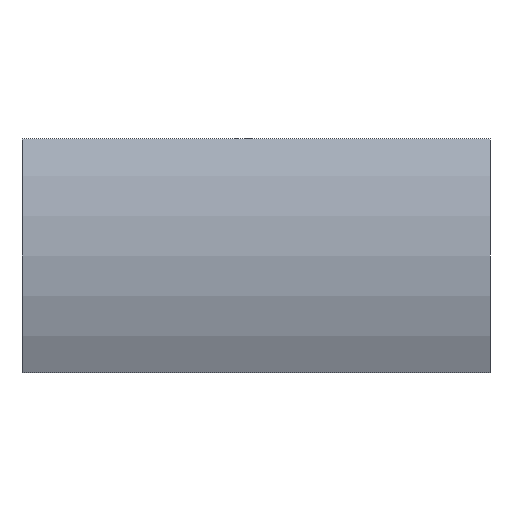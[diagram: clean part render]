
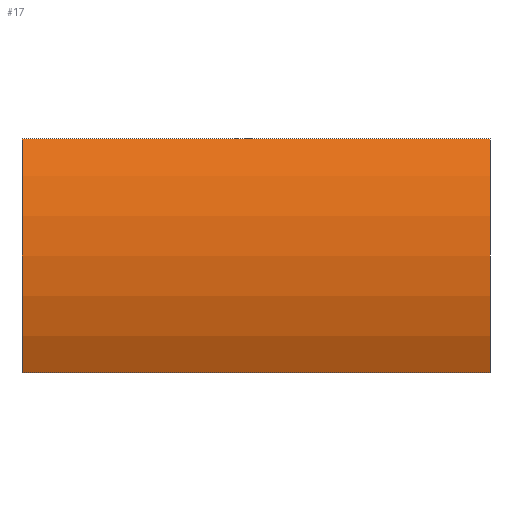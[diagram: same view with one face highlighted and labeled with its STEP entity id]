
A CAD part, left-side view. The second image highlights one B-rep face of the part: STEP entity #17.
In plain terms, the highlighted cylindrical face has radius 11.45 mm (diameter 22.9 mm), a partial arc.
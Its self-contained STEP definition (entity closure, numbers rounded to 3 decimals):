
#2 = LINE ( 'NONE', #203, #44 ) ;
#5 = CIRCLE ( 'NONE', #42, 11.45 ) ;
#12 = EDGE_LOOP ( 'NONE', ( #21, #187, #122, #128 ) ) ;
#17 = ADVANCED_FACE ( 'NONE', ( #19 ), #127, .T. ) ;
#19 = FACE_OUTER_BOUND ( 'NONE', #12, .T. ) ;
#21 = ORIENTED_EDGE ( 'NONE', *, *, #132, .T. ) ;
#40 = DIRECTION ( 'NONE',  ( 0., 1., 0. ) ) ;
#42 = AXIS2_PLACEMENT_3D ( 'NONE', #73, #40, #116 ) ;
#43 = CARTESIAN_POINT ( 'NONE',  ( -5.945, 20., 5. ) ) ;
#44 = VECTOR ( 'NONE', #167, 1000. ) ;
#47 = CARTESIAN_POINT ( 'NONE',  ( -5.945, 0., 5. ) ) ;
#57 = DIRECTION ( 'NONE',  ( 0., 0., -1. ) ) ;
#67 = DIRECTION ( 'NONE',  ( 0., 0., 1. ) ) ;
#72 = CARTESIAN_POINT ( 'NONE',  ( -5.945, 20., -5. ) ) ;
#73 = CARTESIAN_POINT ( 'NONE',  ( 4.355, 20., 0. ) ) ;
#75 = EDGE_CURVE ( 'NONE', #117, #141, #169, .T. ) ;
#79 = VECTOR ( 'NONE', #104, 1000. ) ;
#80 = VERTEX_POINT ( 'NONE', #148 ) ;
#88 = CARTESIAN_POINT ( 'NONE',  ( 4.355, 0., 0. ) ) ;
#90 = AXIS2_PLACEMENT_3D ( 'NONE', #121, #126, #57 ) ;
#104 = DIRECTION ( 'NONE',  ( 0., -1., 0. ) ) ;
#108 = EDGE_CURVE ( 'NONE', #146, #80, #2, .T. ) ;
#116 = DIRECTION ( 'NONE',  ( 0., 0., 1. ) ) ;
#117 = VERTEX_POINT ( 'NONE', #43 ) ;
#121 = CARTESIAN_POINT ( 'NONE',  ( 4.355, 20., 0. ) ) ;
#122 = ORIENTED_EDGE ( 'NONE', *, *, #166, .F. ) ;
#126 = DIRECTION ( 'NONE',  ( 0., -1., 0. ) ) ;
#127 = CYLINDRICAL_SURFACE ( 'NONE', #90, 11.45 ) ;
#128 = ORIENTED_EDGE ( 'NONE', *, *, #108, .T. ) ;
#132 = EDGE_CURVE ( 'NONE', #80, #141, #161, .T. ) ;
#139 = AXIS2_PLACEMENT_3D ( 'NONE', #88, #168, #67 ) ;
#141 = VERTEX_POINT ( 'NONE', #47 ) ;
#146 = VERTEX_POINT ( 'NONE', #72 ) ;
#148 = CARTESIAN_POINT ( 'NONE',  ( -5.945, 0., -5. ) ) ;
#161 = CIRCLE ( 'NONE', #139, 11.45 ) ;
#166 = EDGE_CURVE ( 'NONE', #146, #117, #5, .T. ) ;
#167 = DIRECTION ( 'NONE',  ( 0., -1., 0. ) ) ;
#168 = DIRECTION ( 'NONE',  ( 0., 1., 0. ) ) ;
#169 = LINE ( 'NONE', #193, #79 ) ;
#187 = ORIENTED_EDGE ( 'NONE', *, *, #75, .F. ) ;
#193 = CARTESIAN_POINT ( 'NONE',  ( -5.945, 20., 5. ) ) ;
#203 = CARTESIAN_POINT ( 'NONE',  ( -5.945, 20., -5. ) ) ;
